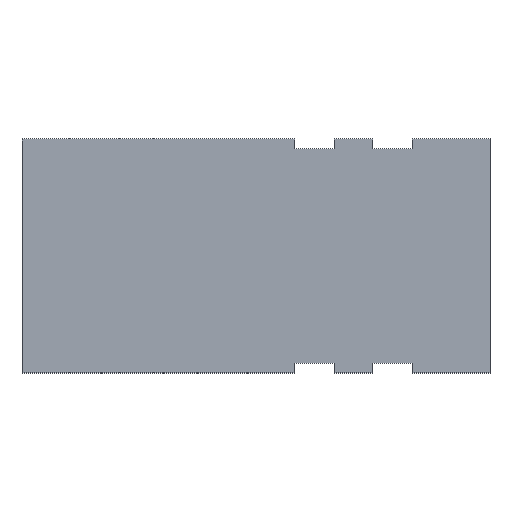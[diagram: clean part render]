
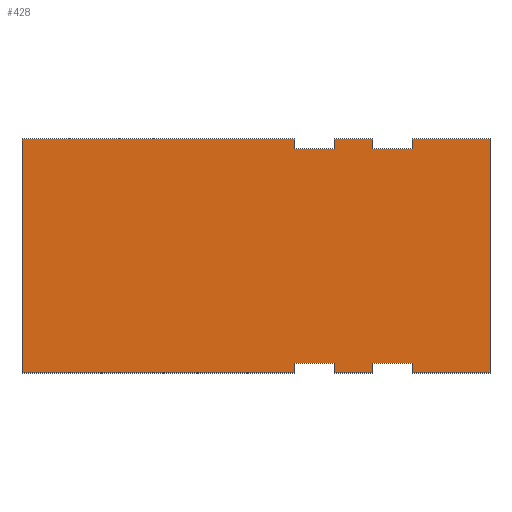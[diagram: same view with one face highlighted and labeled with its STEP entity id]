
A CAD part, top view. The second image highlights one B-rep face of the part: STEP entity #428.
In plain terms, the highlighted planar face has unit normal (0, 0, 1).
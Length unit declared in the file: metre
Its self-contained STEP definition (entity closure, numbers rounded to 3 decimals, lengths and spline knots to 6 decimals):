
#28=ORIENTED_EDGE('',*,*,#148,.T.);
#29=ORIENTED_EDGE('',*,*,#149,.T.);
#30=ORIENTED_EDGE('',*,*,#150,.T.);
#31=ORIENTED_EDGE('',*,*,#151,.T.);
#32=ORIENTED_EDGE('',*,*,#152,.F.);
#33=ORIENTED_EDGE('',*,*,#153,.F.);
#34=ORIENTED_EDGE('',*,*,#154,.F.);
#35=ORIENTED_EDGE('',*,*,#155,.T.);
#36=ORIENTED_EDGE('',*,*,#156,.F.);
#37=ORIENTED_EDGE('',*,*,#157,.F.);
#38=ORIENTED_EDGE('',*,*,#158,.F.);
#39=ORIENTED_EDGE('',*,*,#159,.T.);
#40=ORIENTED_EDGE('',*,*,#160,.F.);
#41=ORIENTED_EDGE('',*,*,#161,.F.);
#42=ORIENTED_EDGE('',*,*,#145,.T.);
#43=ORIENTED_EDGE('',*,*,#162,.F.);
#44=ORIENTED_EDGE('',*,*,#163,.T.);
#45=ORIENTED_EDGE('',*,*,#164,.T.);
#46=ORIENTED_EDGE('',*,*,#141,.T.);
#47=ORIENTED_EDGE('',*,*,#165,.F.);
#141=EDGE_CURVE('',#202,#200,#241,.T.);
#145=EDGE_CURVE('',#206,#204,#245,.T.);
#148=EDGE_CURVE('',#208,#209,#248,.T.);
#149=EDGE_CURVE('',#209,#210,#249,.T.);
#150=EDGE_CURVE('',#210,#211,#250,.T.);
#151=EDGE_CURVE('',#211,#212,#251,.T.);
#152=EDGE_CURVE('',#213,#212,#252,.T.);
#153=EDGE_CURVE('',#214,#213,#253,.T.);
#154=EDGE_CURVE('',#215,#214,#254,.T.);
#155=EDGE_CURVE('',#215,#216,#255,.T.);
#156=EDGE_CURVE('',#217,#216,#256,.T.);
#157=EDGE_CURVE('',#218,#217,#257,.T.);
#158=EDGE_CURVE('',#219,#218,#258,.T.);
#159=EDGE_CURVE('',#219,#220,#259,.T.);
#160=EDGE_CURVE('',#221,#220,#260,.T.);
#161=EDGE_CURVE('',#206,#221,#261,.T.);
#162=EDGE_CURVE('',#222,#204,#262,.T.);
#163=EDGE_CURVE('',#222,#223,#263,.T.);
#164=EDGE_CURVE('',#223,#202,#264,.T.);
#165=EDGE_CURVE('',#208,#200,#265,.T.);
#200=VERTEX_POINT('',#592);
#202=VERTEX_POINT('',#595);
#204=VERTEX_POINT('',#601);
#206=VERTEX_POINT('',#604);
#208=VERTEX_POINT('',#610);
#209=VERTEX_POINT('',#611);
#210=VERTEX_POINT('',#613);
#211=VERTEX_POINT('',#615);
#212=VERTEX_POINT('',#617);
#213=VERTEX_POINT('',#619);
#214=VERTEX_POINT('',#621);
#215=VERTEX_POINT('',#623);
#216=VERTEX_POINT('',#625);
#217=VERTEX_POINT('',#627);
#218=VERTEX_POINT('',#629);
#219=VERTEX_POINT('',#631);
#220=VERTEX_POINT('',#633);
#221=VERTEX_POINT('',#635);
#222=VERTEX_POINT('',#638);
#223=VERTEX_POINT('',#640);
#241=LINE('',#594,#301);
#245=LINE('',#603,#305);
#248=LINE('',#609,#308);
#249=LINE('',#612,#309);
#250=LINE('',#614,#310);
#251=LINE('',#616,#311);
#252=LINE('',#618,#312);
#253=LINE('',#620,#313);
#254=LINE('',#622,#314);
#255=LINE('',#624,#315);
#256=LINE('',#626,#316);
#257=LINE('',#628,#317);
#258=LINE('',#630,#318);
#259=LINE('',#632,#319);
#260=LINE('',#634,#320);
#261=LINE('',#636,#321);
#262=LINE('',#637,#322);
#263=LINE('',#639,#323);
#264=LINE('',#641,#324);
#265=LINE('',#642,#325);
#301=VECTOR('',#488,1.);
#305=VECTOR('',#494,1.);
#308=VECTOR('',#499,1.);
#309=VECTOR('',#500,1.);
#310=VECTOR('',#501,1.);
#311=VECTOR('',#502,1.);
#312=VECTOR('',#503,1.);
#313=VECTOR('',#504,1.);
#314=VECTOR('',#505,1.);
#315=VECTOR('',#506,1.);
#316=VECTOR('',#507,1.);
#317=VECTOR('',#508,1.);
#318=VECTOR('',#509,1.);
#319=VECTOR('',#510,1.);
#320=VECTOR('',#511,1.);
#321=VECTOR('',#512,1.);
#322=VECTOR('',#513,1.);
#323=VECTOR('',#514,1.);
#324=VECTOR('',#515,1.);
#325=VECTOR('',#516,1.);
#362=EDGE_LOOP('',(#28,#29,#30,#31,#32,#33,#34,#35,#36,#37,#38,#39,#40,
#41,#42,#43,#44,#45,#46,#47));
#384=FACE_BOUND('',#362,.T.);
#406=PLANE('',#463);
#428=ADVANCED_FACE('',(#384),#406,.T.);
#463=AXIS2_PLACEMENT_3D('',#608,#497,#498);
#488=DIRECTION('',(-1.,0.,0.));
#494=DIRECTION('',(-1.,0.,0.));
#497=DIRECTION('',(0.,0.,1.));
#498=DIRECTION('',(1.,0.,0.));
#499=DIRECTION('',(-1.,0.,0.));
#500=DIRECTION('',(0.,1.,0.));
#501=DIRECTION('',(-1.,0.,0.));
#502=DIRECTION('',(0.,-1.,0.));
#503=DIRECTION('',(-1.,0.,0.));
#504=DIRECTION('',(0.,-1.,0.));
#505=DIRECTION('',(-1.,0.,0.));
#506=DIRECTION('',(0.,-1.,0.));
#507=DIRECTION('',(-1.,0.,0.));
#508=DIRECTION('',(0.,-1.,0.));
#509=DIRECTION('',(-1.,0.,0.));
#510=DIRECTION('',(0.,-1.,0.));
#511=DIRECTION('',(-1.,0.,0.));
#512=DIRECTION('',(0.,-1.,0.));
#513=DIRECTION('',(0.,1.,0.));
#514=DIRECTION('',(-1.,0.,0.));
#515=DIRECTION('',(0.,1.,0.));
#516=DIRECTION('',(0.,1.,0.));
#592=CARTESIAN_POINT('',(0.04,0.06,0.005));
#594=CARTESIAN_POINT('',(0.,0.06,0.005));
#595=CARTESIAN_POINT('',(0.06,0.06,0.005));
#601=CARTESIAN_POINT('',(0.08,0.06,0.005));
#603=CARTESIAN_POINT('',(0.,0.06,0.005));
#604=CARTESIAN_POINT('',(0.12,0.06,0.005));
#608=CARTESIAN_POINT('',(0.,0.,0.005));
#609=CARTESIAN_POINT('',(0.,0.055,0.005));
#610=CARTESIAN_POINT('',(0.04,0.055,0.005));
#611=CARTESIAN_POINT('',(0.02,0.055,0.005));
#612=CARTESIAN_POINT('',(0.02,0.055,0.005));
#613=CARTESIAN_POINT('',(0.02,0.06,0.005));
#614=CARTESIAN_POINT('',(0.,0.06,0.005));
#615=CARTESIAN_POINT('',(-0.12,0.06,0.005));
#616=CARTESIAN_POINT('',(-0.12,0.,0.005));
#617=CARTESIAN_POINT('',(-0.12,-0.06,0.005));
#618=CARTESIAN_POINT('',(0.,-0.06,0.005));
#619=CARTESIAN_POINT('',(0.02,-0.06,0.005));
#620=CARTESIAN_POINT('',(0.02,-0.055,0.005));
#621=CARTESIAN_POINT('',(0.02,-0.055,0.005));
#622=CARTESIAN_POINT('',(0.,-0.055,0.005));
#623=CARTESIAN_POINT('',(0.04,-0.055,0.005));
#624=CARTESIAN_POINT('',(0.04,-0.055,0.005));
#625=CARTESIAN_POINT('',(0.04,-0.06,0.005));
#626=CARTESIAN_POINT('',(0.,-0.06,0.005));
#627=CARTESIAN_POINT('',(0.06,-0.06,0.005));
#628=CARTESIAN_POINT('',(0.06,-0.055,0.005));
#629=CARTESIAN_POINT('',(0.06,-0.055,0.005));
#630=CARTESIAN_POINT('',(0.,-0.055,0.005));
#631=CARTESIAN_POINT('',(0.08,-0.055,0.005));
#632=CARTESIAN_POINT('',(0.08,-0.055,0.005));
#633=CARTESIAN_POINT('',(0.08,-0.06,0.005));
#634=CARTESIAN_POINT('',(0.,-0.06,0.005));
#635=CARTESIAN_POINT('',(0.12,-0.06,0.005));
#636=CARTESIAN_POINT('',(0.12,0.,0.005));
#637=CARTESIAN_POINT('',(0.08,0.055,0.005));
#638=CARTESIAN_POINT('',(0.08,0.055,0.005));
#639=CARTESIAN_POINT('',(0.,0.055,0.005));
#640=CARTESIAN_POINT('',(0.06,0.055,0.005));
#641=CARTESIAN_POINT('',(0.06,0.055,0.005));
#642=CARTESIAN_POINT('',(0.04,0.055,0.005));
